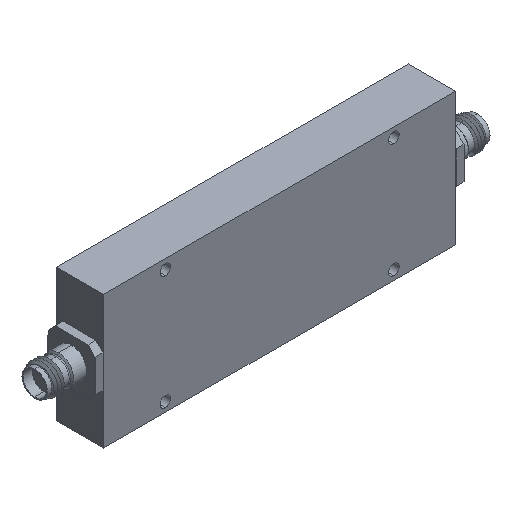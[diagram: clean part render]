
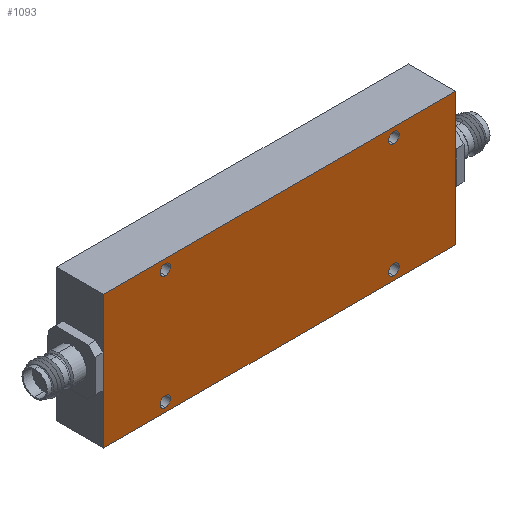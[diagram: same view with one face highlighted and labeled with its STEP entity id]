
A CAD part, isometric view. The second image highlights one B-rep face of the part: STEP entity #1093.
In plain terms, the highlighted planar face has unit normal (0, -1, 0).
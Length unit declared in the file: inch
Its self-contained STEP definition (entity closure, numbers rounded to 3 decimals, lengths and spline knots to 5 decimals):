
#29 = CARTESIAN_POINT ( 'NONE',  ( 1.455, -0.195, 0.55 ) ) ;
#107 = DIRECTION ( 'NONE',  ( 0., 0., 1. ) ) ;
#171 = ORIENTED_EDGE ( 'NONE', *, *, #3857, .T. ) ;
#241 = LINE ( 'NONE', #632, #2465 ) ;
#248 = AXIS2_PLACEMENT_3D ( 'NONE', #378, #3318, #2351 ) ;
#265 = ORIENTED_EDGE ( 'NONE', *, *, #1772, .T. ) ;
#290 = ORIENTED_EDGE ( 'NONE', *, *, #1195, .T. ) ;
#312 = EDGE_CURVE ( 'NONE', #1528, #1785, #3972, .T. ) ;
#328 = CARTESIAN_POINT ( 'NONE',  ( 0.94488, -0.195, 0.47244 ) ) ;
#360 = VERTEX_POINT ( 'NONE', #2561 ) ;
#378 = CARTESIAN_POINT ( 'NONE',  ( 0., -0.195, 0. ) ) ;
#398 = VERTEX_POINT ( 'NONE', #3584 ) ;
#434 = CARTESIAN_POINT ( 'NONE',  ( 0.94488, -0.195, 0.42913 ) ) ;
#504 = LINE ( 'NONE', #3158, #818 ) ;
#523 = ORIENTED_EDGE ( 'NONE', *, *, #581, .T. ) ;
#540 = CIRCLE ( 'NONE', #601, 0.04331 ) ;
#581 = EDGE_CURVE ( 'NONE', #1069, #4151, #1675, .T. ) ;
#601 = AXIS2_PLACEMENT_3D ( 'NONE', #2873, #2911, #4185 ) ;
#632 = CARTESIAN_POINT ( 'NONE',  ( -1.455, -0.195, 0.55 ) ) ;
#648 = DIRECTION ( 'NONE',  ( 0., 0., 1. ) ) ;
#651 = EDGE_LOOP ( 'NONE', ( #3344, #290 ) ) ;
#699 = DIRECTION ( 'NONE',  ( 0., 0., 1. ) ) ;
#778 = CARTESIAN_POINT ( 'NONE',  ( -0.94488, -0.195, -0.51575 ) ) ;
#818 = VECTOR ( 'NONE', #2405, 39.37008 ) ;
#839 = VERTEX_POINT ( 'NONE', #29 ) ;
#872 = VERTEX_POINT ( 'NONE', #3156 ) ;
#879 = FACE_BOUND ( 'NONE', #651, .T. ) ;
#914 = EDGE_LOOP ( 'NONE', ( #1257, #265 ) ) ;
#922 = EDGE_LOOP ( 'NONE', ( #171, #3321 ) ) ;
#930 = AXIS2_PLACEMENT_3D ( 'NONE', #1986, #2618, #648 ) ;
#971 = CARTESIAN_POINT ( 'NONE',  ( -1.455, -0.195, 0.55 ) ) ;
#1015 = DIRECTION ( 'NONE',  ( 0., 0., -1. ) ) ;
#1020 = EDGE_CURVE ( 'NONE', #1785, #1528, #3074, .T. ) ;
#1044 = CARTESIAN_POINT ( 'NONE',  ( -1.455, -0.195, -0.55 ) ) ;
#1055 = EDGE_LOOP ( 'NONE', ( #3319, #1371 ) ) ;
#1069 = VERTEX_POINT ( 'NONE', #1361 ) ;
#1074 = EDGE_CURVE ( 'NONE', #872, #1408, #3422, .T. ) ;
#1093 = ADVANCED_FACE ( 'NONE', ( #1639, #879, #4239, #2972, #2767 ), #2988, .T. ) ;
#1128 = EDGE_CURVE ( 'NONE', #1913, #1069, #241, .T. ) ;
#1138 = CARTESIAN_POINT ( 'NONE',  ( -0.94488, -0.195, 0.51575 ) ) ;
#1195 = EDGE_CURVE ( 'NONE', #3793, #1424, #3178, .T. ) ;
#1257 = ORIENTED_EDGE ( 'NONE', *, *, #1074, .T. ) ;
#1315 = VECTOR ( 'NONE', #3940, 39.37008 ) ;
#1317 = CARTESIAN_POINT ( 'NONE',  ( 0.94488, -0.195, 0.51575 ) ) ;
#1361 = CARTESIAN_POINT ( 'NONE',  ( -1.455, -0.195, -0.55 ) ) ;
#1371 = ORIENTED_EDGE ( 'NONE', *, *, #1020, .T. ) ;
#1383 = DIRECTION ( 'NONE',  ( 0., 1., 0. ) ) ;
#1408 = VERTEX_POINT ( 'NONE', #778 ) ;
#1424 = VERTEX_POINT ( 'NONE', #1138 ) ;
#1528 = VERTEX_POINT ( 'NONE', #1317 ) ;
#1639 = FACE_BOUND ( 'NONE', #922, .T. ) ;
#1675 = LINE ( 'NONE', #1044, #2856 ) ;
#1680 = DIRECTION ( 'NONE',  ( 0., 0., 1. ) ) ;
#1723 = ORIENTED_EDGE ( 'NONE', *, *, #3931, .T. ) ;
#1772 = EDGE_CURVE ( 'NONE', #1408, #872, #3370, .T. ) ;
#1785 = VERTEX_POINT ( 'NONE', #434 ) ;
#1823 = LINE ( 'NONE', #2970, #1315 ) ;
#1876 = CIRCLE ( 'NONE', #3610, 0.04331 ) ;
#1898 = CARTESIAN_POINT ( 'NONE',  ( -0.94488, -0.195, 0.42913 ) ) ;
#1911 = AXIS2_PLACEMENT_3D ( 'NONE', #2730, #3058, #107 ) ;
#1913 = VERTEX_POINT ( 'NONE', #971 ) ;
#1925 = DIRECTION ( 'NONE',  ( 0., 1., 0. ) ) ;
#1930 = CARTESIAN_POINT ( 'NONE',  ( 1.455, -0.195, -0.55 ) ) ;
#1931 = DIRECTION ( 'NONE',  ( 0., 0., 1. ) ) ;
#1986 = CARTESIAN_POINT ( 'NONE',  ( -0.94488, -0.195, 0.47244 ) ) ;
#2044 = EDGE_CURVE ( 'NONE', #839, #1913, #504, .T. ) ;
#2251 = DIRECTION ( 'NONE',  ( 0., 1., 0. ) ) ;
#2351 = DIRECTION ( 'NONE',  ( 0., 0., -1. ) ) ;
#2405 = DIRECTION ( 'NONE',  ( -1., 0., 0. ) ) ;
#2465 = VECTOR ( 'NONE', #1015, 39.37008 ) ;
#2526 = AXIS2_PLACEMENT_3D ( 'NONE', #328, #1925, #2955 ) ;
#2561 = CARTESIAN_POINT ( 'NONE',  ( 0.94488, -0.195, -0.51575 ) ) ;
#2618 = DIRECTION ( 'NONE',  ( 0., 1., 0. ) ) ;
#2671 = CARTESIAN_POINT ( 'NONE',  ( -0.94488, -0.195, -0.47244 ) ) ;
#2719 = AXIS2_PLACEMENT_3D ( 'NONE', #4140, #3837, #3866 ) ;
#2730 = CARTESIAN_POINT ( 'NONE',  ( -0.94488, -0.195, -0.47244 ) ) ;
#2767 = FACE_OUTER_BOUND ( 'NONE', #3787, .T. ) ;
#2856 = VECTOR ( 'NONE', #3629, 39.37008 ) ;
#2858 = ORIENTED_EDGE ( 'NONE', *, *, #2044, .T. ) ;
#2873 = CARTESIAN_POINT ( 'NONE',  ( 0.94488, -0.195, -0.47244 ) ) ;
#2893 = ORIENTED_EDGE ( 'NONE', *, *, #1128, .T. ) ;
#2911 = DIRECTION ( 'NONE',  ( 0., 1., 0. ) ) ;
#2955 = DIRECTION ( 'NONE',  ( 0., 0., 1. ) ) ;
#2970 = CARTESIAN_POINT ( 'NONE',  ( 1.455, -0.195, 0.55 ) ) ;
#2972 = FACE_BOUND ( 'NONE', #1055, .T. ) ;
#2988 = PLANE ( 'NONE',  #248 ) ;
#3058 = DIRECTION ( 'NONE',  ( 0., 1., 0. ) ) ;
#3074 = CIRCLE ( 'NONE', #2526, 0.04331 ) ;
#3145 = AXIS2_PLACEMENT_3D ( 'NONE', #3259, #1383, #1680 ) ;
#3156 = CARTESIAN_POINT ( 'NONE',  ( -0.94488, -0.195, -0.42913 ) ) ;
#3158 = CARTESIAN_POINT ( 'NONE',  ( -1.455, -0.195, 0.55 ) ) ;
#3178 = CIRCLE ( 'NONE', #930, 0.04331 ) ;
#3259 = CARTESIAN_POINT ( 'NONE',  ( 0.94488, -0.195, 0.47244 ) ) ;
#3261 = EDGE_CURVE ( 'NONE', #1424, #3793, #1876, .T. ) ;
#3286 = CARTESIAN_POINT ( 'NONE',  ( -0.94488, -0.195, 0.47244 ) ) ;
#3318 = DIRECTION ( 'NONE',  ( 0., -1., 0. ) ) ;
#3319 = ORIENTED_EDGE ( 'NONE', *, *, #312, .T. ) ;
#3321 = ORIENTED_EDGE ( 'NONE', *, *, #3747, .T. ) ;
#3344 = ORIENTED_EDGE ( 'NONE', *, *, #3261, .T. ) ;
#3370 = CIRCLE ( 'NONE', #1911, 0.04331 ) ;
#3422 = CIRCLE ( 'NONE', #3546, 0.04331 ) ;
#3546 = AXIS2_PLACEMENT_3D ( 'NONE', #2671, #3963, #699 ) ;
#3584 = CARTESIAN_POINT ( 'NONE',  ( 0.94488, -0.195, -0.42913 ) ) ;
#3610 = AXIS2_PLACEMENT_3D ( 'NONE', #3286, #2251, #1931 ) ;
#3629 = DIRECTION ( 'NONE',  ( 1., 0., 0. ) ) ;
#3747 = EDGE_CURVE ( 'NONE', #360, #398, #4010, .T. ) ;
#3787 = EDGE_LOOP ( 'NONE', ( #1723, #2858, #2893, #523 ) ) ;
#3793 = VERTEX_POINT ( 'NONE', #1898 ) ;
#3837 = DIRECTION ( 'NONE',  ( 0., 1., 0. ) ) ;
#3857 = EDGE_CURVE ( 'NONE', #398, #360, #540, .T. ) ;
#3866 = DIRECTION ( 'NONE',  ( 0., 0., 1. ) ) ;
#3931 = EDGE_CURVE ( 'NONE', #4151, #839, #1823, .T. ) ;
#3940 = DIRECTION ( 'NONE',  ( 0., 0., 1. ) ) ;
#3963 = DIRECTION ( 'NONE',  ( 0., 1., 0. ) ) ;
#3972 = CIRCLE ( 'NONE', #3145, 0.04331 ) ;
#4010 = CIRCLE ( 'NONE', #2719, 0.04331 ) ;
#4140 = CARTESIAN_POINT ( 'NONE',  ( 0.94488, -0.195, -0.47244 ) ) ;
#4151 = VERTEX_POINT ( 'NONE', #1930 ) ;
#4185 = DIRECTION ( 'NONE',  ( 0., 0., 1. ) ) ;
#4239 = FACE_BOUND ( 'NONE', #914, .T. ) ;
